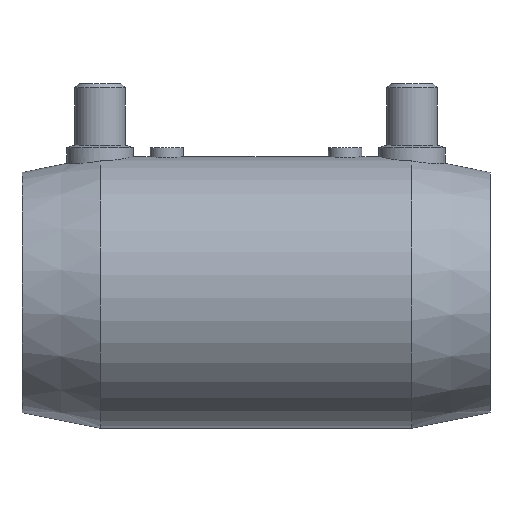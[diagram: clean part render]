
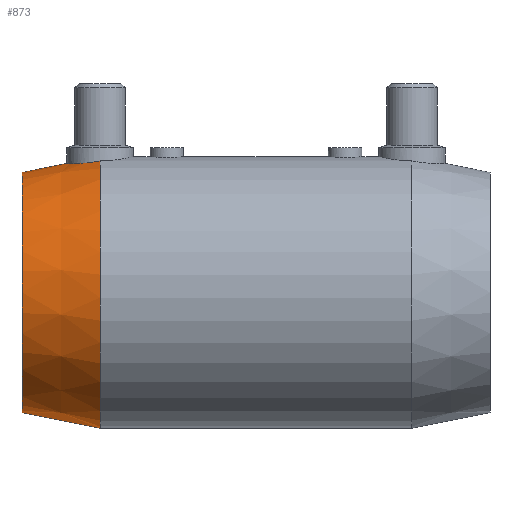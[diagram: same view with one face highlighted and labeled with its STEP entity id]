
A CAD part, top view. The second image highlights one B-rep face of the part: STEP entity #873.
In plain terms, the highlighted conical face has half-angle 11.359 degrees and reference radius 30.625 mm.
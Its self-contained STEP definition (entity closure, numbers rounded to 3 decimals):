
#403 = VERTEX_POINT( '', #1121 );
#443 = EDGE_CURVE( '', #403, #865, #1166, .T. );
#537 = VERTEX_POINT( '', #1273 );
#571 = EDGE_CURVE( '', #925, #979, #1311, .T. );
#723 = EDGE_CURVE( '', #537, #979, #1477, .T. );
#765 = EDGE_CURVE( '', #865, #537, #1521, .T. );
#865 = VERTEX_POINT( '', #1630 );
#873 = ADVANCED_FACE( '', ( #1639 ), #1640, .T. );
#925 = VERTEX_POINT( '', #1701 );
#949 = EDGE_CURVE( '', #925, #403, #1731, .T. );
#979 = VERTEX_POINT( '', #1766 );
#1121 = CARTESIAN_POINT( '', ( -38.333, -32.5, 0. ) );
#1166 = CIRCLE( '', #2007, 32.5 );
#1273 = CARTESIAN_POINT( '', ( -46.333, 30.893, 0. ) );
#1311 = CIRCLE( '', #2337, 28.75 );
#1477 = LINE( '', #2585, #2586 );
#1521 = B_SPLINE_CURVE_WITH_KNOTS( '', 3, ( #2682, #2683, #2684, #2685, #2686, #2687, #2688, #2689, #2690, #2691, #2692, #2693, #2694, #2695, #2696, #2697, #2698, #2699, #2700, #2701, #2702, #2703, #2704, #2705, #2706, #2707, #2708, #2709, #2710, #2711, #2712, #2713, #2714, #2715, #2716, #2717, #2718, #2719 ), .UNSPECIFIED., .F., .F., ( 4, 2, 2, 2, 2, 2, 2, 2, 2, 2, 2, 2, 2, 2, 2, 2, 2, 2, 4 ), ( 7.7, 8.102, 9.567, 11.031, 12.496, 13.961, 15.421, 16.88, 18.34, 19.8, 21.26, 22.72, 24.18, 25.64, 27.104, 28.569, 30.034, 31.498, 31.9 ), .UNSPECIFIED. );
#1630 = CARTESIAN_POINT( '', ( -38.333, 31.5, 8. ) );
#1639 = FACE_OUTER_BOUND( '', #2930, .T. );
#1640 = CONICAL_SURFACE( '', #2931, 30.625, 0.198 );
#1701 = CARTESIAN_POINT( '', ( -57., -28.75, 0. ) );
#1731 = LINE( '', #3079, #3080 );
#1766 = CARTESIAN_POINT( '', ( -57., 28.75, 0. ) );
#2007 = AXIS2_PLACEMENT_3D( '', #3408, #3409, #3410 );
#2337 = AXIS2_PLACEMENT_3D( '', #3609, #3610, #3611 );
#2585 = CARTESIAN_POINT( '', ( -47.667, 30.625, 0. ) );
#2586 = VECTOR( '', #3784, 1. );
#2682 = CARTESIAN_POINT( '', ( -38.333, 31.5, 8. ) );
#2683 = CARTESIAN_POINT( '', ( -38.466, 31.473, 8. ) );
#2684 = CARTESIAN_POINT( '', ( -38.598, 31.446, 7.997 ) );
#2685 = CARTESIAN_POINT( '', ( -39.208, 31.327, 7.967 ) );
#2686 = CARTESIAN_POINT( '', ( -39.703, 31.242, 7.898 ) );
#2687 = CARTESIAN_POINT( '', ( -40.689, 31.097, 7.662 ) );
#2688 = CARTESIAN_POINT( '', ( -41.18, 31.037, 7.494 ) );
#2689 = CARTESIAN_POINT( '', ( -42.12, 30.943, 7.066 ) );
#2690 = CARTESIAN_POINT( '', ( -42.571, 30.91, 6.805 ) );
#2691 = CARTESIAN_POINT( '', ( -43.403, 30.864, 6.21 ) );
#2692 = CARTESIAN_POINT( '', ( -43.785, 30.852, 5.875 ) );
#2693 = CARTESIAN_POINT( '', ( -44.458, 30.841, 5.17 ) );
#2694 = CARTESIAN_POINT( '', ( -44.773, 30.842, 4.775 ) );
#2695 = CARTESIAN_POINT( '', ( -45.327, 30.85, 3.917 ) );
#2696 = CARTESIAN_POINT( '', ( -45.567, 30.858, 3.455 ) );
#2697 = CARTESIAN_POINT( '', ( -45.952, 30.873, 2.494 ) );
#2698 = CARTESIAN_POINT( '', ( -46.098, 30.88, 1.994 ) );
#2699 = CARTESIAN_POINT( '', ( -46.288, 30.89, 0.99 ) );
#2700 = CARTESIAN_POINT( '', ( -46.333, 30.893, 0.487 ) );
#2701 = CARTESIAN_POINT( '', ( -46.333, 30.893, -0.487 ) );
#2702 = CARTESIAN_POINT( '', ( -46.288, 30.89, -0.99 ) );
#2703 = CARTESIAN_POINT( '', ( -46.098, 30.88, -1.994 ) );
#2704 = CARTESIAN_POINT( '', ( -45.952, 30.873, -2.494 ) );
#2705 = CARTESIAN_POINT( '', ( -45.567, 30.858, -3.455 ) );
#2706 = CARTESIAN_POINT( '', ( -45.327, 30.85, -3.917 ) );
#2707 = CARTESIAN_POINT( '', ( -44.773, 30.842, -4.775 ) );
#2708 = CARTESIAN_POINT( '', ( -44.458, 30.841, -5.17 ) );
#2709 = CARTESIAN_POINT( '', ( -43.785, 30.852, -5.875 ) );
#2710 = CARTESIAN_POINT( '', ( -43.403, 30.864, -6.21 ) );
#2711 = CARTESIAN_POINT( '', ( -42.571, 30.91, -6.805 ) );
#2712 = CARTESIAN_POINT( '', ( -42.12, 30.943, -7.066 ) );
#2713 = CARTESIAN_POINT( '', ( -41.18, 31.037, -7.494 ) );
#2714 = CARTESIAN_POINT( '', ( -40.689, 31.097, -7.662 ) );
#2715 = CARTESIAN_POINT( '', ( -39.703, 31.242, -7.898 ) );
#2716 = CARTESIAN_POINT( '', ( -39.208, 31.327, -7.967 ) );
#2717 = CARTESIAN_POINT( '', ( -38.598, 31.446, -7.997 ) );
#2718 = CARTESIAN_POINT( '', ( -38.466, 31.473, -8. ) );
#2719 = CARTESIAN_POINT( '', ( -38.333, 31.5, -8. ) );
#2930 = EDGE_LOOP( '', ( #3965, #3966, #3967, #3968, #3969 ) );
#2931 = AXIS2_PLACEMENT_3D( '', #3970, #3971, #3972 );
#3079 = CARTESIAN_POINT( '', ( -47.667, -30.625, 0. ) );
#3080 = VECTOR( '', #4104, 1. );
#3408 = CARTESIAN_POINT( '', ( -38.333, 0., 0. ) );
#3409 = DIRECTION( '', ( -1., 0., 0. ) );
#3410 = DIRECTION( '', ( 0., 1., 0. ) );
#3609 = CARTESIAN_POINT( '', ( -57., 0., 0. ) );
#3610 = DIRECTION( '', ( -1., 0., 0. ) );
#3611 = DIRECTION( '', ( 0., 1., 0. ) );
#3784 = DIRECTION( '', ( -0.98, -0.197, 0. ) );
#3965 = ORIENTED_EDGE( '', *, *, #723, .T. );
#3966 = ORIENTED_EDGE( '', *, *, #571, .F. );
#3967 = ORIENTED_EDGE( '', *, *, #949, .T. );
#3968 = ORIENTED_EDGE( '', *, *, #443, .T. );
#3969 = ORIENTED_EDGE( '', *, *, #765, .T. );
#3970 = CARTESIAN_POINT( '', ( -47.667, 0., 0. ) );
#3971 = DIRECTION( '', ( 1., 0., 0. ) );
#3972 = DIRECTION( '', ( 0., 1., 0. ) );
#4104 = DIRECTION( '', ( 0.98, -0.197, 0. ) );
